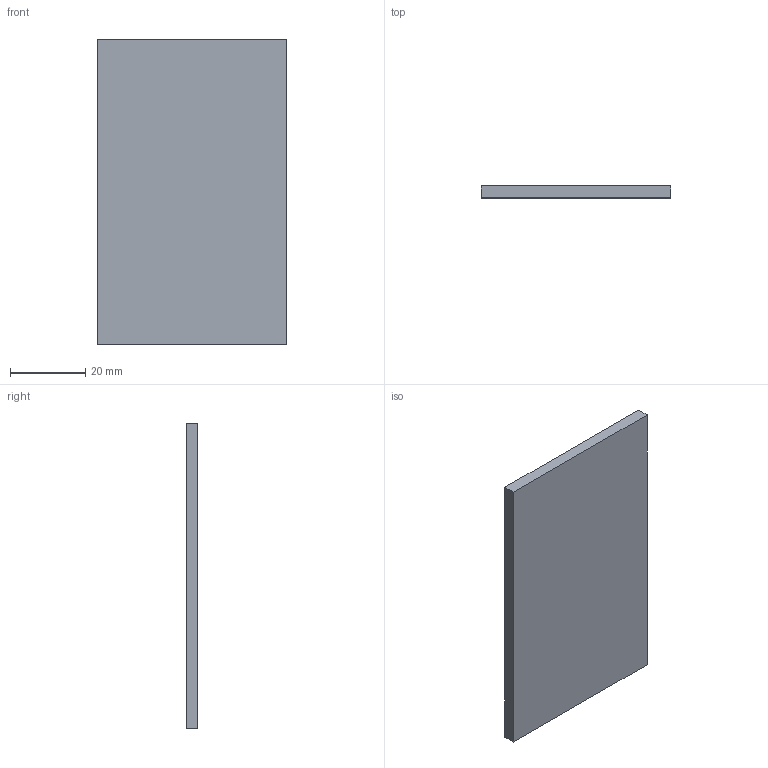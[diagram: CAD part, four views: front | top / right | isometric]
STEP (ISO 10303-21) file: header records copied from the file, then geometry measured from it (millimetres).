
FILE_DESCRIPTION(/* description */ (''),/* implementation_level */ '2;1');
FILE_NAME(/* name */ 'DinRailMountRelay.ipt.stp',/* time_stamp */ '2025-02-14T20:57:17-05:00',/* author */ ('Tommy Rohmann'),/* organization */ (''),/* preprocessor_version */ 'ST-DEVELOPER v19.2',/* originating_system */ 'Autodesk Inventor 2024',/* authorisation */ '');
FILE_SCHEMA (('AUTOMOTIVE_DESIGN { 1 0 10303 214 3 1 1 }'));
Length unit declared in the file: inch
Products named in the file (3): Assembly20; DinRailMount; DinMountRelay4
Assembly tree (3 placements, depth 2):
  Assembly20
    DinRailMount  x2
    DinMountRelay4
Bounding box: 50.29 x 3.17 x 81.28 mm (x, y, z)
Volume: 12978.6 mm3; surface area: 9010.9 mm2
Topology: 1 solids, 1 shells, 6 faces, 12 edges, 8 vertices
Faces by surface type: plane 6
Entity records: 281 total; most frequent: DIRECTION 36, CARTESIAN_POINT 32, ORIENTED_EDGE 24, LINE 12, VECTOR 12, EDGE_CURVE 12, AXIS2_PLACEMENT_3D 12, VERTEX_POINT 8
